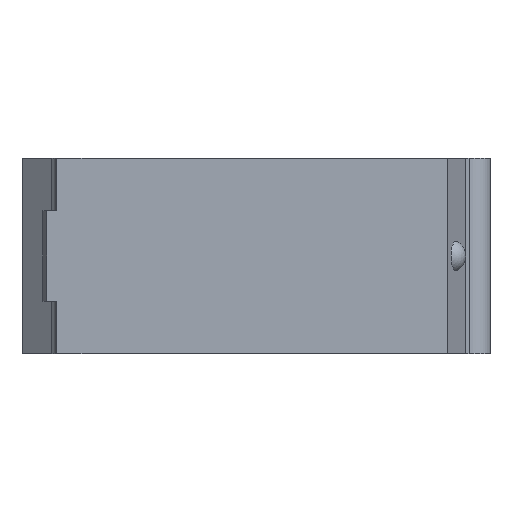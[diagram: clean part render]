
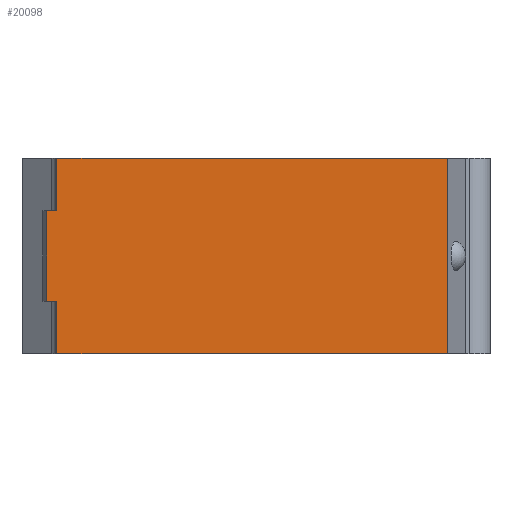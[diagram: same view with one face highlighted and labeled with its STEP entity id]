
A CAD part, front view. The second image highlights one B-rep face of the part: STEP entity #20098.
In plain terms, the highlighted planar face has unit normal (0, -1, 0).
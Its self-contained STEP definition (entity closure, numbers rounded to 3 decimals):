
#1301=DIRECTION('',(1.,0.,0.));
#1302=VECTOR('',#1301,27.9);
#1303=CARTESIAN_POINT('',(-14.3,0.,-7.));
#1304=LINE('',#1303,#1302);
#1334=DIRECTION('',(0.,0.,1.));
#1335=VECTOR('',#1334,14.);
#1336=CARTESIAN_POINT('',(13.6,0.,-7.));
#1337=LINE('',#1336,#1335);
#1389=DIRECTION('',(1.,0.,0.));
#1390=VECTOR('',#1389,27.9);
#1391=CARTESIAN_POINT('',(-14.3,0.,7.));
#1392=LINE('',#1391,#1390);
#1540=DIRECTION('',(0.,0.,1.));
#1541=VECTOR('',#1540,3.75);
#1542=CARTESIAN_POINT('',(-14.3,0.,-7.));
#1543=LINE('',#1542,#1541);
#1544=DIRECTION('',(0.,0.,1.));
#1545=VECTOR('',#1544,6.5);
#1546=CARTESIAN_POINT('',(-15.032,0.,-3.25));
#1547=LINE('',#1546,#1545);
#1548=DIRECTION('',(0.,0.,1.));
#1549=VECTOR('',#1548,3.75);
#1550=CARTESIAN_POINT('',(-14.3,0.,3.25));
#1551=LINE('',#1550,#1549);
#1580=DIRECTION('',(1.,0.,0.));
#1581=VECTOR('',#1580,0.732);
#1582=CARTESIAN_POINT('',(-15.032,0.,-3.25));
#1583=LINE('',#1582,#1581);
#1584=DIRECTION('',(1.,0.,0.));
#1585=VECTOR('',#1584,0.732);
#1586=CARTESIAN_POINT('',(-15.032,0.,3.25));
#1587=LINE('',#1586,#1585);
#15440=CARTESIAN_POINT('',(13.6,0.,-7.));
#15442=VERTEX_POINT('',#15440);
#15512=CARTESIAN_POINT('',(-14.3,0.,-7.));
#15513=VERTEX_POINT('',#15512);
#15514=CARTESIAN_POINT('',(13.6,0.,7.));
#15516=VERTEX_POINT('',#15514);
#15586=CARTESIAN_POINT('',(-14.3,0.,7.));
#15587=VERTEX_POINT('',#15586);
#15592=CARTESIAN_POINT('',(-15.032,0.,-3.25));
#15593=VERTEX_POINT('',#15592);
#15598=CARTESIAN_POINT('',(-15.032,0.,3.25));
#15599=VERTEX_POINT('',#15598);
#15600=CARTESIAN_POINT('',(-14.3,0.,-3.25));
#15602=VERTEX_POINT('',#15600);
#15604=CARTESIAN_POINT('',(-14.3,0.,3.25));
#15606=VERTEX_POINT('',#15604);
#20078=CARTESIAN_POINT('',(-14.3,0.,-7.));
#20079=DIRECTION('',(0.,-1.,0.));
#20080=DIRECTION('',(1.,0.,0.));
#20081=AXIS2_PLACEMENT_3D('',#20078,#20079,#20080);
#20082=PLANE('',#20081);
#20084=ORIENTED_EDGE('',*,*,#20083,.T.);
#20086=ORIENTED_EDGE('',*,*,#20085,.F.);
#20088=ORIENTED_EDGE('',*,*,#20087,.T.);
#20090=ORIENTED_EDGE('',*,*,#20089,.T.);
#20092=ORIENTED_EDGE('',*,*,#20091,.T.);
#20093=ORIENTED_EDGE('',*,*,#20005,.T.);
#20094=ORIENTED_EDGE('',*,*,#19949,.F.);
#20095=ORIENTED_EDGE('',*,*,#19932,.F.);
#20096=EDGE_LOOP('',(#20084,#20086,#20088,#20090,#20092,#20093,#20094,#20095));
#20097=FACE_OUTER_BOUND('',#20096,.F.);
#20098=ADVANCED_FACE('',(#20097),#20082,.T.);
#19932=EDGE_CURVE('',#15513,#15442,#1304,.T.);
#19949=EDGE_CURVE('',#15442,#15516,#1337,.T.);
#20005=EDGE_CURVE('',#15587,#15516,#1392,.T.);
#20083=EDGE_CURVE('',#15513,#15602,#1543,.T.);
#20085=EDGE_CURVE('',#15593,#15602,#1583,.T.);
#20087=EDGE_CURVE('',#15593,#15599,#1547,.T.);
#20089=EDGE_CURVE('',#15599,#15606,#1587,.T.);
#20091=EDGE_CURVE('',#15606,#15587,#1551,.T.);
